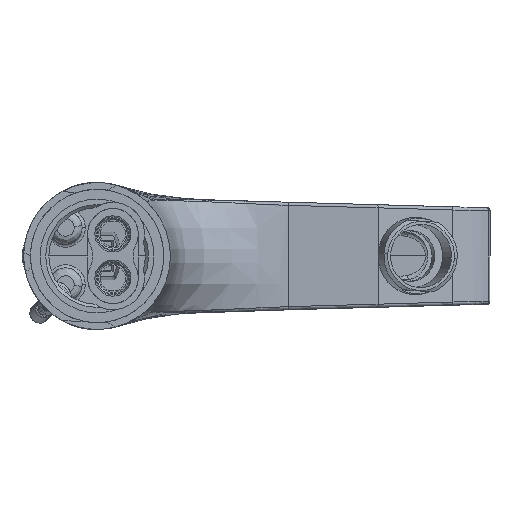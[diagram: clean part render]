
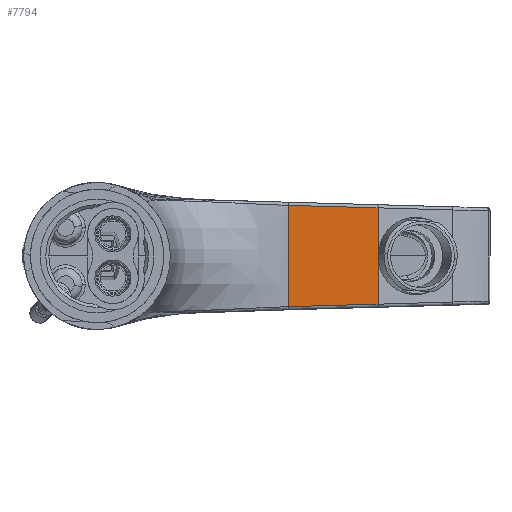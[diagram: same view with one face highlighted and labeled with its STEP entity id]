
A CAD part, front view. The second image highlights one B-rep face of the part: STEP entity #7794.
In plain terms, the highlighted free-form (B-spline) face has degree [3, 3] with [4, 4] control points.
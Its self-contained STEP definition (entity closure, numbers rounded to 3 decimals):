
#3494 = B_SPLINE_CURVE_WITH_KNOTS ( 'NONE', 3,
 ( #44614, #94189, #11496, #92647 ),
 .UNSPECIFIED., .F., .F.,
 ( 4, 4 ),
 ( 0., 0.028 ),
 .UNSPECIFIED. ) ;
#4480 = CARTESIAN_POINT ( 'NONE',  ( 60.238, 82.3, 16.214 ) ) ;
#5596 = B_SPLINE_SURFACE_WITH_KNOTS ( 'NONE', 3, 3, ( 
 ( #6022, #54066, #64316, #4480 ),
 ( #91829, #131711, #72671, #128831 ),
 ( #12828, #59289, #60860, #20956 ),
 ( #120697, #108888, #37233, #119126 ) ),
 .UNSPECIFIED., .F., .F., .F.,
 ( 4, 4 ),
 ( 4, 4 ),
 ( -0.004, 0.436 ),
 ( 0.018, 0.982 ),
 .UNSPECIFIED. ) ;
#6022 = CARTESIAN_POINT ( 'NONE',  ( 60.238, 82.3, -16.214 ) ) ;
#6306 = CARTESIAN_POINT ( 'NONE',  ( 88.856, 82.3, 15.225 ) ) ;
#6326 = CARTESIAN_POINT ( 'NONE',  ( 88.856, 82.3, 5.075 ) ) ;
#7794 = ADVANCED_FACE ( 'NONE', ( #16286 ), #5596, .T. ) ;
#9754 = EDGE_CURVE ( 'NONE', #153412, #12304, #76781, .T. ) ;
#11496 = CARTESIAN_POINT ( 'NONE',  ( 79.384, 82.3, -15.489 ) ) ;
#12304 = VERTEX_POINT ( 'NONE', #6306 ) ;
#12828 = CARTESIAN_POINT ( 'NONE',  ( 79.317, 82.3, -15.701 ) ) ;
#13372 = CARTESIAN_POINT ( 'NONE',  ( 60.435, 82.3, -13.815 ) ) ;
#14140 = CARTESIAN_POINT ( 'NONE',  ( 60.438, 82.3, -16.017 ) ) ;
#14924 = CARTESIAN_POINT ( 'NONE',  ( 60.42, 82.3, 12.263 ) ) ;
#16286 = FACE_OUTER_BOUND ( 'NONE', #85505, .T. ) ;
#16577 = CARTESIAN_POINT ( 'NONE',  ( 88.856, 82.3, 10.15 ) ) ;
#20956 = CARTESIAN_POINT ( 'NONE',  ( 79.317, 82.3, 15.701 ) ) ;
#27512 = CARTESIAN_POINT ( 'NONE',  ( 60.43, 82.3, -10.662 ) ) ;
#36774 = EDGE_CURVE ( 'NONE', #12304, #132562, #68197, .T. ) ;
#37233 = CARTESIAN_POINT ( 'NONE',  ( 88.856, 82.3, 5.148 ) ) ;
#39317 = CARTESIAN_POINT ( 'NONE',  ( 60.409, 82.3, -0.277 ) ) ;
#40715 = ORIENTED_EDGE ( 'NONE', *, *, #36774, .T. ) ;
#40866 = CARTESIAN_POINT ( 'NONE',  ( 60.413, 82.3, -2.313 ) ) ;
#43612 = ORIENTED_EDGE ( 'NONE', *, *, #9754, .T. ) ;
#44614 = CARTESIAN_POINT ( 'NONE',  ( 60.438, 82.3, -16.017 ) ) ;
#51134 = CARTESIAN_POINT ( 'NONE',  ( 60.411, 82.3, 9.13 ) ) ;
#51897 = CARTESIAN_POINT ( 'NONE',  ( 60.435, 82.3, 16.017 ) ) ;
#54066 = CARTESIAN_POINT ( 'NONE',  ( 60.238, 82.3, -5.405 ) ) ;
#55565 = CARTESIAN_POINT ( 'NONE',  ( 88.856, 82.3, -15.225 ) ) ;
#56339 = CARTESIAN_POINT ( 'NONE',  ( 60.438, 82.3, -16.017 ) ) ;
#58069 = EDGE_CURVE ( 'NONE', #132562, #153665, #123928, .T. ) ;
#59289 = CARTESIAN_POINT ( 'NONE',  ( 79.317, 82.3, -5.234 ) ) ;
#60860 = CARTESIAN_POINT ( 'NONE',  ( 79.317, 82.3, 5.234 ) ) ;
#64316 = CARTESIAN_POINT ( 'NONE',  ( 60.238, 82.3, 5.405 ) ) ;
#64610 = CARTESIAN_POINT ( 'NONE',  ( 88.856, 82.3, 15.225 ) ) ;
#67744 = CARTESIAN_POINT ( 'NONE',  ( 88.856, 82.3, -10.15 ) ) ;
#68197 = B_SPLINE_CURVE_WITH_KNOTS ( 'NONE', 3,
 ( #122083, #110282, #146469, #100778 ),
 .UNSPECIFIED., .F., .F.,
 ( 4, 4 ),
 ( 0., 0.028 ),
 .UNSPECIFIED. ) ;
#70376 = CARTESIAN_POINT ( 'NONE',  ( 60.435, 82.3, 16.017 ) ) ;
#72671 = CARTESIAN_POINT ( 'NONE',  ( 69.777, 82.3, 5.319 ) ) ;
#73213 = CARTESIAN_POINT ( 'NONE',  ( 60.423, 82.3, -7.147 ) ) ;
#73980 = CARTESIAN_POINT ( 'NONE',  ( 60.41, 82.3, 3.23 ) ) ;
#76781 = B_SPLINE_CURVE_WITH_KNOTS ( 'NONE', 3,
 ( #114201, #67744, #92139, #80343, #6326, #16577, #64610 ),
 .UNSPECIFIED., .F., .F.,
 ( 4, 3, 4 ),
 ( 0.001, 0.016, 0.031 ),
 .UNSPECIFIED. ) ;
#80343 = CARTESIAN_POINT ( 'NONE',  ( 88.856, 82.3, 0. ) ) ;
#85505 = EDGE_LOOP ( 'NONE', ( #93203, #85965, #43612, #40715 ) ) ;
#85965 = ORIENTED_EDGE ( 'NONE', *, *, #130771, .T. ) ;
#86574 = CARTESIAN_POINT ( 'NONE',  ( 60.409, 82.3, 0.93 ) ) ;
#91829 = CARTESIAN_POINT ( 'NONE',  ( 69.777, 82.3, -15.957 ) ) ;
#92139 = CARTESIAN_POINT ( 'NONE',  ( 88.856, 82.3, -5.075 ) ) ;
#92647 = CARTESIAN_POINT ( 'NONE',  ( 88.856, 82.3, -15.225 ) ) ;
#93203 = ORIENTED_EDGE ( 'NONE', *, *, #58069, .T. ) ;
#94189 = CARTESIAN_POINT ( 'NONE',  ( 69.911, 82.3, -15.751 ) ) ;
#99157 = CARTESIAN_POINT ( 'NONE',  ( 60.411, 82.3, 6.066 ) ) ;
#100778 = CARTESIAN_POINT ( 'NONE',  ( 60.435, 82.3, 16.017 ) ) ;
#108888 = CARTESIAN_POINT ( 'NONE',  ( 88.856, 82.3, -5.148 ) ) ;
#110282 = CARTESIAN_POINT ( 'NONE',  ( 79.383, 82.3, 15.489 ) ) ;
#114201 = CARTESIAN_POINT ( 'NONE',  ( 88.856, 82.3, -15.225 ) ) ;
#119126 = CARTESIAN_POINT ( 'NONE',  ( 88.856, 82.3, 15.444 ) ) ;
#120697 = CARTESIAN_POINT ( 'NONE',  ( 88.856, 82.3, -15.444 ) ) ;
#122007 = CARTESIAN_POINT ( 'NONE',  ( 60.417, 82.3, -4.317 ) ) ;
#122083 = CARTESIAN_POINT ( 'NONE',  ( 88.856, 82.3, 15.225 ) ) ;
#123557 = CARTESIAN_POINT ( 'NONE',  ( 60.437, 82.3, -15.668 ) ) ;
#123928 = B_SPLINE_CURVE_WITH_KNOTS ( 'NONE', 3,
 ( #51897, #133048, #14924, #51134, #99157, #73980, #86574, #39317, #148703, #40866, #122007, #73213, #27512, #13372, #123557, #14140 ),
 .UNSPECIFIED., .F., .F.,
 ( 4, 1, 1, 1, 1, 1, 1, 1, 1, 1, 1, 1, 1, 4 ),
 ( 0.029, 0.138, 0.246, 0.3, 0.402, 0.491, 0.499, 0.506, 0.547, 0.618, 0.68, 0.792, 0.922, 0.952 ),
 .UNSPECIFIED. ) ;
#128831 = CARTESIAN_POINT ( 'NONE',  ( 69.777, 82.3, 15.958 ) ) ;
#130771 = EDGE_CURVE ( 'NONE', #153665, #153412, #3494, .T. ) ;
#131711 = CARTESIAN_POINT ( 'NONE',  ( 69.777, 82.3, -5.319 ) ) ;
#132562 = VERTEX_POINT ( 'NONE', #70376 ) ;
#133048 = CARTESIAN_POINT ( 'NONE',  ( 60.43, 82.3, 14.766 ) ) ;
#146469 = CARTESIAN_POINT ( 'NONE',  ( 69.909, 82.3, 15.751 ) ) ;
#148703 = CARTESIAN_POINT ( 'NONE',  ( 60.408, 82.3, -0.934 ) ) ;
#153412 = VERTEX_POINT ( 'NONE', #55565 ) ;
#153665 = VERTEX_POINT ( 'NONE', #56339 ) ;
